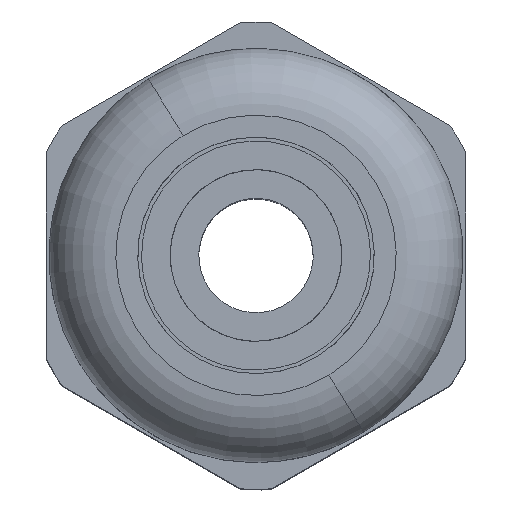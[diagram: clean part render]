
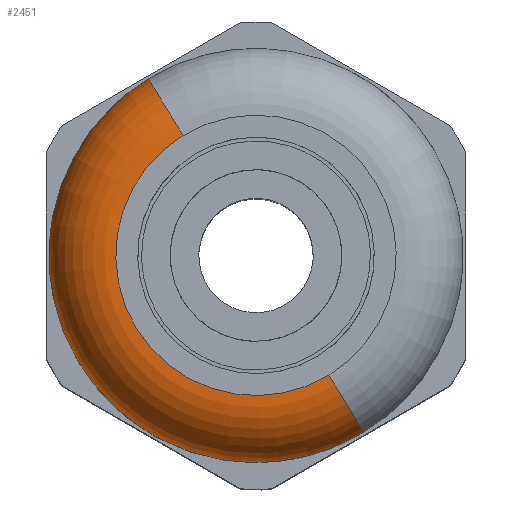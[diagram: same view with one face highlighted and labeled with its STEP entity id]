
A CAD part, top view. The second image highlights one B-rep face of the part: STEP entity #2451.
In plain terms, the highlighted toroidal (fillet/blend) face has major radius 7.35 mm and minor radius 3.5 mm.
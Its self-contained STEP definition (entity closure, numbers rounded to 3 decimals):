
#2424=AXIS2_PLACEMENT_3D('Torus Axis2P3D',#2421,#2422,#2423) ;
#2428=AXIS2_PLACEMENT_3D('Circle Axis2P3D',#2426,#2427,$) ;
#2435=AXIS2_PLACEMENT_3D('Circle Axis2P3D',#2433,#2434,$) ;
#2442=AXIS2_PLACEMENT_3D('Circle Axis2P3D',#2440,#2441,$) ;
#2311=CARTESIAN_POINT('Vertex',(16.645,2.984,42.823)) ;
#2315=CARTESIAN_POINT('Control Point',(16.645,2.984,42.823)) ;
#2316=CARTESIAN_POINT('Control Point',(15.19,2.098,42.823)) ;
#2317=CARTESIAN_POINT('Control Point',(13.56,1.497,42.823)) ;
#2318=CARTESIAN_POINT('Control Point',(11.831,1.227,42.823)) ;
#2319=CARTESIAN_POINT('Control Point',(8.361,1.381,42.823)) ;
#2320=CARTESIAN_POINT('Control Point',(5.206,2.836,42.823)) ;
#2321=CARTESIAN_POINT('Control Point',(3.794,3.868,42.823)) ;
#2322=CARTESIAN_POINT('Control Point',(1.448,6.431,42.823)) ;
#2323=CARTESIAN_POINT('Control Point',(0.247,9.69,42.823)) ;
#2324=CARTESIAN_POINT('Control Point',(-0.023,11.419,42.823)) ;
#2325=CARTESIAN_POINT('Control Point',(0.131,14.889,42.823)) ;
#2326=CARTESIAN_POINT('Control Point',(1.586,18.044,42.823)) ;
#2327=CARTESIAN_POINT('Control Point',(2.618,19.456,42.823)) ;
#2328=CARTESIAN_POINT('Control Point',(3.899,20.629,42.823)) ;
#2329=CARTESIAN_POINT('Control Point',(5.355,21.516,42.823)) ;
#2330=CARTESIAN_POINT('Vertex',(5.355,21.516,42.823)) ;
#2421=CARTESIAN_POINT('Axis2P3D Location',(11.,12.25,42.823)) ;
#2426=CARTESIAN_POINT('Axis2P3D Location',(14.824,5.973,42.823)) ;
#2430=CARTESIAN_POINT('Vertex',(14.824,5.973,46.323)) ;
#2433=CARTESIAN_POINT('Axis2P3D Location',(11.,12.25,46.323)) ;
#2437=CARTESIAN_POINT('Vertex',(7.176,18.527,46.323)) ;
#2440=CARTESIAN_POINT('Axis2P3D Location',(7.176,18.527,42.823)) ;
#2422=DIRECTION('Axis2P3D Direction',(0.,0.,-1.)) ;
#2423=DIRECTION('Axis2P3D XDirection',(0.52,-0.854,0.)) ;
#2427=DIRECTION('Axis2P3D Direction',(0.854,0.52,0.)) ;
#2434=DIRECTION('Axis2P3D Direction',(0.,-0.,-1.)) ;
#2441=DIRECTION('Axis2P3D Direction',(-0.854,-0.52,-0.)) ;
#2446=ORIENTED_EDGE('',*,*,#2332,.F.) ;
#2447=ORIENTED_EDGE('',*,*,#2432,.T.) ;
#2448=ORIENTED_EDGE('',*,*,#2439,.T.) ;
#2449=ORIENTED_EDGE('',*,*,#2444,.F.) ;
#2451=ADVANCED_FACE('K\X2\00F6\X0\rper.2',(#2450),#2425,.T.) ;
#2314=B_SPLINE_CURVE_WITH_KNOTS('',5,(#2315,#2316,#2317,#2318,#2319,#2320,#2321,#2322,#2323,#2324,#2325,#2326,#2327,#2328,#2329),.UNSPECIFIED.,.F.,.U.,(6,3,3,3,6),(-17.043,-8.522,0.,8.522,17.043),.UNSPECIFIED.) ;
#2429=CIRCLE('generated circle',#2428,3.5) ;
#2436=CIRCLE('generated circle',#2435,7.35) ;
#2443=CIRCLE('generated circle',#2442,3.5) ;
#2425=TOROIDAL_SURFACE('homeo Torus',#2424,7.35,3.5) ;
#2332=EDGE_CURVE('',#2312,#2331,#2314,.T.) ;
#2432=EDGE_CURVE('',#2312,#2431,#2429,.F.) ;
#2439=EDGE_CURVE('',#2431,#2438,#2436,.T.) ;
#2444=EDGE_CURVE('',#2331,#2438,#2443,.F.) ;
#2445=EDGE_LOOP('',(#2446,#2447,#2448,#2449)) ;
#2450=FACE_OUTER_BOUND('',#2445,.T.) ;
#2312=VERTEX_POINT('',#2311) ;
#2331=VERTEX_POINT('',#2330) ;
#2431=VERTEX_POINT('',#2430) ;
#2438=VERTEX_POINT('',#2437) ;
